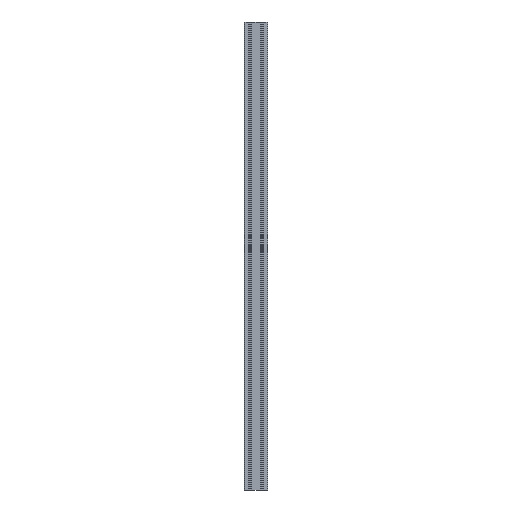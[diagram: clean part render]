
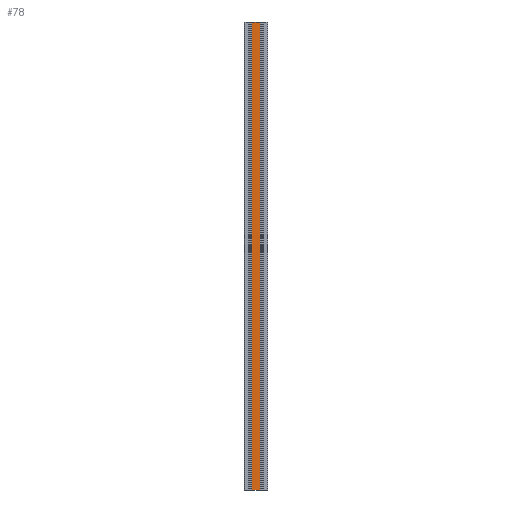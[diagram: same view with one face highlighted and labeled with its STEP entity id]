
A CAD part, left-side view. The second image highlights one B-rep face of the part: STEP entity #78.
In plain terms, the highlighted planar face has unit normal (-1, 0, 0).
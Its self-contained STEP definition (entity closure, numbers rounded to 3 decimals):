
#78 = ADVANCED_FACE( '', ( #269 ), #270, .T. );
#269 = FACE_OUTER_BOUND( '', #643, .T. );
#270 = PLANE( '', #644 );
#643 = EDGE_LOOP( '', ( #1211, #1212, #1213, #1214 ) );
#644 = AXIS2_PLACEMENT_3D( '', #1215, #1216, #1217 );
#1211 = ORIENTED_EDGE( '', *, *, #2861, .F. );
#1212 = ORIENTED_EDGE( '', *, *, #2675, .F. );
#1213 = ORIENTED_EDGE( '', *, *, #2716, .T. );
#1214 = ORIENTED_EDGE( '', *, *, #2862, .T. );
#1215 = CARTESIAN_POINT( '', ( -20., 7., -800. ) );
#1216 = DIRECTION( '', ( -1., 0., 0. ) );
#1217 = DIRECTION( '', ( 0., 0., 1. ) );
#2675 = EDGE_CURVE( '', #3229, #3225, #3231, .T. );
#2716 = EDGE_CURVE( '', #3229, #3312, #3313, .T. );
#2861 = EDGE_CURVE( '', #3225, #3600, #3601, .T. );
#2862 = EDGE_CURVE( '', #3312, #3600, #3602, .T. );
#3225 = VERTEX_POINT( '', #4145 );
#3229 = VERTEX_POINT( '', #4151 );
#3231 = LINE( '', #4154, #4155 );
#3312 = VERTEX_POINT( '', #4272 );
#3313 = LINE( '', #4273, #4274 );
#3600 = VERTEX_POINT( '', #4685 );
#3601 = LINE( '', #4686, #4687 );
#3602 = LINE( '', #4688, #4689 );
#4145 = CARTESIAN_POINT( '', ( -20., 7., 0. ) );
#4151 = CARTESIAN_POINT( '', ( -20., 7., -800. ) );
#4154 = CARTESIAN_POINT( '', ( -20., 7., -800. ) );
#4155 = VECTOR( '', #5571, 1000. );
#4272 = CARTESIAN_POINT( '', ( -20., -7., -800. ) );
#4273 = CARTESIAN_POINT( '', ( -20., 7., -800. ) );
#4274 = VECTOR( '', #5620, 1000. );
#4685 = CARTESIAN_POINT( '', ( -20., -7., 0. ) );
#4686 = CARTESIAN_POINT( '', ( -20., 7., 0. ) );
#4687 = VECTOR( '', #5805, 1000. );
#4688 = CARTESIAN_POINT( '', ( -20., -7., -800. ) );
#4689 = VECTOR( '', #5806, 1000. );
#5571 = DIRECTION( '', ( 0., 0., 1. ) );
#5620 = DIRECTION( '', ( 0., -1., 0. ) );
#5805 = DIRECTION( '', ( 0., -1., 0. ) );
#5806 = DIRECTION( '', ( 0., 0., 1. ) );
